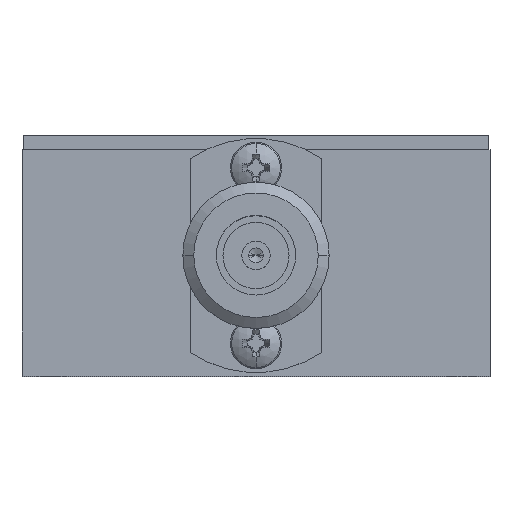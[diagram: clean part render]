
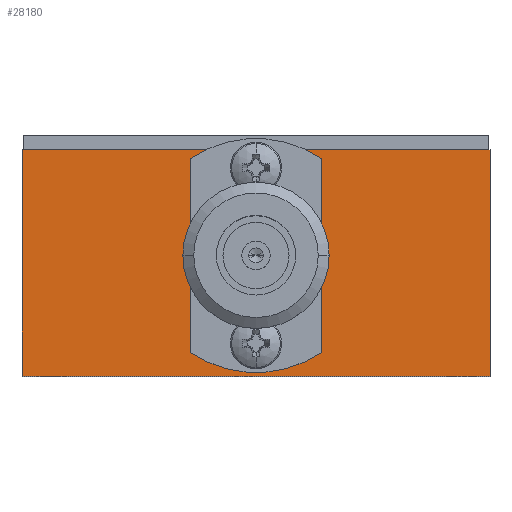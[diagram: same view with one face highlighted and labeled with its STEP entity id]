
A CAD part, top view. The second image highlights one B-rep face of the part: STEP entity #28180.
In plain terms, the highlighted planar face has unit normal (0, 0, 1).
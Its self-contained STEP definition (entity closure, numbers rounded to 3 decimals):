
#848 = AXIS2_PLACEMENT_3D ( 'NONE', #36789, #19001, #19668 ) ;
#1608 = EDGE_LOOP ( 'NONE', ( #29607, #38697 ) ) ;
#1853 = ORIENTED_EDGE ( 'NONE', *, *, #17775, .F. ) ;
#2526 = DIRECTION ( 'NONE',  ( 0., 0., 1. ) ) ;
#2737 = CARTESIAN_POINT ( 'NONE',  ( -1.587, 3.556, 25.4 ) ) ;
#3317 = LINE ( 'NONE', #20633, #36321 ) ;
#3380 = CIRCLE ( 'NONE', #21548, 2.58 ) ;
#3693 = CARTESIAN_POINT ( 'NONE',  ( 0., 13.081, 25.4 ) ) ;
#4058 = VERTEX_POINT ( 'NONE', #8989 ) ;
#4477 = AXIS2_PLACEMENT_3D ( 'NONE', #12512, #29593, #22757 ) ;
#4778 = ORIENTED_EDGE ( 'NONE', *, *, #15166, .T. ) ;
#4816 = CARTESIAN_POINT ( 'NONE',  ( 1.587, 3.556, 25.4 ) ) ;
#5147 = LINE ( 'NONE', #18635, #42229 ) ;
#5199 = EDGE_CURVE ( 'NONE', #39281, #39403, #24123, .T. ) ;
#5311 = FACE_OUTER_BOUND ( 'NONE', #15446, .T. ) ;
#6543 = VECTOR ( 'NONE', #41973, 1000. ) ;
#6587 = VERTEX_POINT ( 'NONE', #30664 ) ;
#8295 = VERTEX_POINT ( 'NONE', #42802 ) ;
#8351 = DIRECTION ( 'NONE',  ( 1., 0., 0. ) ) ;
#8989 = CARTESIAN_POINT ( 'NONE',  ( -25.4, 0., 25.4 ) ) ;
#9134 = DIRECTION ( 'NONE',  ( 1., 0., 0. ) ) ;
#9249 = EDGE_CURVE ( 'NONE', #6587, #20037, #5147, .T. ) ;
#9944 = EDGE_CURVE ( 'NONE', #33687, #30279, #24798, .T. ) ;
#11337 = ORIENTED_EDGE ( 'NONE', *, *, #32111, .F. ) ;
#11821 = CIRCLE ( 'NONE', #13250, 1.587 ) ;
#12328 = DIRECTION ( 'NONE',  ( 0., 0., 1. ) ) ;
#12512 = CARTESIAN_POINT ( 'NONE',  ( 0., 3.556, 25.4 ) ) ;
#12603 = FACE_BOUND ( 'NONE', #13775, .T. ) ;
#13250 = AXIS2_PLACEMENT_3D ( 'NONE', #29612, #43131, #32832 ) ;
#13775 = EDGE_LOOP ( 'NONE', ( #30974, #1853 ) ) ;
#13826 = ORIENTED_EDGE ( 'NONE', *, *, #14256, .F. ) ;
#14256 = EDGE_CURVE ( 'NONE', #36360, #24036, #3380, .T. ) ;
#14412 = ORIENTED_EDGE ( 'NONE', *, *, #9249, .F. ) ;
#15089 = ORIENTED_EDGE ( 'NONE', *, *, #40091, .T. ) ;
#15166 = EDGE_CURVE ( 'NONE', #6587, #4058, #3317, .T. ) ;
#15376 = AXIS2_PLACEMENT_3D ( 'NONE', #40402, #2526, #9134 ) ;
#15446 = EDGE_LOOP ( 'NONE', ( #15089, #16338, #14412, #4778 ) ) ;
#15829 = CARTESIAN_POINT ( 'NONE',  ( -1.587, 22.606, 25.4 ) ) ;
#16338 = ORIENTED_EDGE ( 'NONE', *, *, #39736, .F. ) ;
#16405 = LINE ( 'NONE', #26819, #29018 ) ;
#16965 = DIRECTION ( 'NONE',  ( 0., 0., 1. ) ) ;
#17377 = CIRCLE ( 'NONE', #22440, 2.58 ) ;
#17775 = EDGE_CURVE ( 'NONE', #39403, #39281, #20424, .T. ) ;
#18635 = CARTESIAN_POINT ( 'NONE',  ( -25.4, 24.587, 25.4 ) ) ;
#19001 = DIRECTION ( 'NONE',  ( 0., 0., -1. ) ) ;
#19453 = PLANE ( 'NONE',  #848 ) ;
#19668 = DIRECTION ( 'NONE',  ( -1., 0., 0. ) ) ;
#19812 = CARTESIAN_POINT ( 'NONE',  ( 1.587, 22.606, 25.4 ) ) ;
#20037 = VERTEX_POINT ( 'NONE', #27273 ) ;
#20162 = DIRECTION ( 'NONE',  ( 0., -1., 0. ) ) ;
#20424 = CIRCLE ( 'NONE', #15376, 1.587 ) ;
#20633 = CARTESIAN_POINT ( 'NONE',  ( -25.4, 24.587, 25.4 ) ) ;
#21548 = AXIS2_PLACEMENT_3D ( 'NONE', #34251, #16965, #24206 ) ;
#21880 = AXIS2_PLACEMENT_3D ( 'NONE', #37428, #12328, #26210 ) ;
#22440 = AXIS2_PLACEMENT_3D ( 'NONE', #3693, #24664, #38587 ) ;
#22757 = DIRECTION ( 'NONE',  ( 1., 0., 0. ) ) ;
#24036 = VERTEX_POINT ( 'NONE', #43319 ) ;
#24123 = CIRCLE ( 'NONE', #4477, 1.587 ) ;
#24206 = DIRECTION ( 'NONE',  ( 1., 0., 0. ) ) ;
#24664 = DIRECTION ( 'NONE',  ( 0., 0., 1. ) ) ;
#24798 = CIRCLE ( 'NONE', #21880, 1.587 ) ;
#24839 = CARTESIAN_POINT ( 'NONE',  ( -25.4, 0., 25.4 ) ) ;
#26210 = DIRECTION ( 'NONE',  ( 1., 0., 0. ) ) ;
#26243 = FACE_BOUND ( 'NONE', #1608, .T. ) ;
#26819 = CARTESIAN_POINT ( 'NONE',  ( 25.4, 24.587, 25.4 ) ) ;
#27273 = CARTESIAN_POINT ( 'NONE',  ( 25.4, 24.587, 25.4 ) ) ;
#27410 = EDGE_LOOP ( 'NONE', ( #13826, #11337 ) ) ;
#27792 = LINE ( 'NONE', #24839, #6543 ) ;
#28180 = ADVANCED_FACE ( 'NONE', ( #29903, #26243, #12603, #5311 ), #19453, .F. ) ;
#29018 = VECTOR ( 'NONE', #41236, 1000. ) ;
#29593 = DIRECTION ( 'NONE',  ( 0., 0., 1. ) ) ;
#29607 = ORIENTED_EDGE ( 'NONE', *, *, #9944, .F. ) ;
#29612 = CARTESIAN_POINT ( 'NONE',  ( 0., 22.606, 25.4 ) ) ;
#29903 = FACE_BOUND ( 'NONE', #27410, .T. ) ;
#30279 = VERTEX_POINT ( 'NONE', #15829 ) ;
#30664 = CARTESIAN_POINT ( 'NONE',  ( -25.4, 24.587, 25.4 ) ) ;
#30974 = ORIENTED_EDGE ( 'NONE', *, *, #5199, .F. ) ;
#32111 = EDGE_CURVE ( 'NONE', #24036, #36360, #17377, .T. ) ;
#32832 = DIRECTION ( 'NONE',  ( 1., 0., 0. ) ) ;
#33687 = VERTEX_POINT ( 'NONE', #19812 ) ;
#34251 = CARTESIAN_POINT ( 'NONE',  ( 0., 13.081, 25.4 ) ) ;
#36321 = VECTOR ( 'NONE', #20162, 1000. ) ;
#36360 = VERTEX_POINT ( 'NONE', #44676 ) ;
#36789 = CARTESIAN_POINT ( 'NONE',  ( -25.4, 24.587, 25.4 ) ) ;
#37428 = CARTESIAN_POINT ( 'NONE',  ( 0., 22.606, 25.4 ) ) ;
#38587 = DIRECTION ( 'NONE',  ( 1., 0., 0. ) ) ;
#38697 = ORIENTED_EDGE ( 'NONE', *, *, #42470, .F. ) ;
#39281 = VERTEX_POINT ( 'NONE', #4816 ) ;
#39403 = VERTEX_POINT ( 'NONE', #2737 ) ;
#39736 = EDGE_CURVE ( 'NONE', #20037, #8295, #16405, .T. ) ;
#40091 = EDGE_CURVE ( 'NONE', #4058, #8295, #27792, .T. ) ;
#40402 = CARTESIAN_POINT ( 'NONE',  ( 0., 3.556, 25.4 ) ) ;
#41236 = DIRECTION ( 'NONE',  ( 0., -1., 0. ) ) ;
#41973 = DIRECTION ( 'NONE',  ( 1., 0., 0. ) ) ;
#42229 = VECTOR ( 'NONE', #8351, 1000. ) ;
#42470 = EDGE_CURVE ( 'NONE', #30279, #33687, #11821, .T. ) ;
#42802 = CARTESIAN_POINT ( 'NONE',  ( 25.4, 0., 25.4 ) ) ;
#43131 = DIRECTION ( 'NONE',  ( 0., 0., 1. ) ) ;
#43319 = CARTESIAN_POINT ( 'NONE',  ( -2.58, 13.081, 25.4 ) ) ;
#44676 = CARTESIAN_POINT ( 'NONE',  ( 2.58, 13.081, 25.4 ) ) ;
